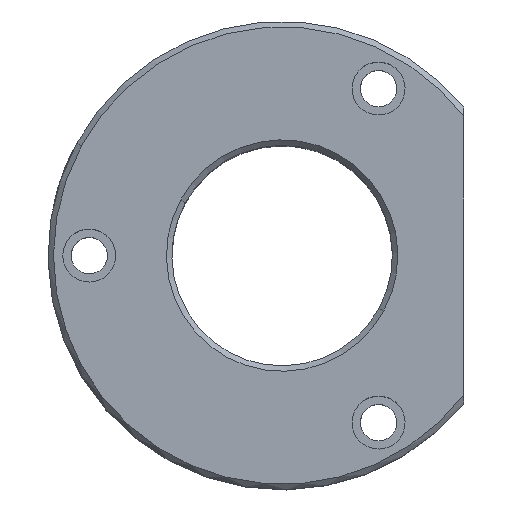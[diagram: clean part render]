
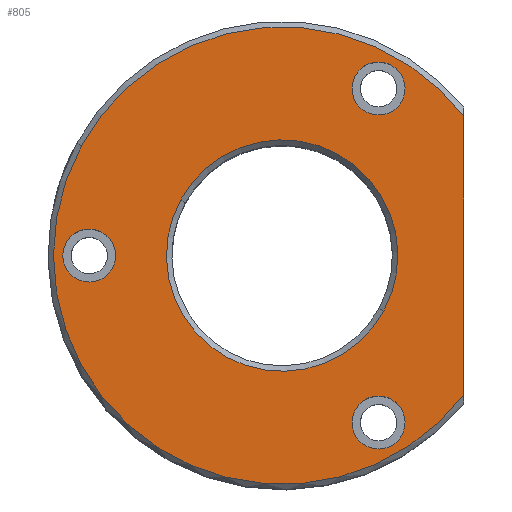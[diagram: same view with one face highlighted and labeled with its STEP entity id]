
A CAD part, top view. The second image highlights one B-rep face of the part: STEP entity #805.
In plain terms, the highlighted planar face has unit normal (0, 0, 1).
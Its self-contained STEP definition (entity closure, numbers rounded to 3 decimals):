
#663=CARTESIAN_POINT('Vertex',(-36.42,19.896,30.)) ;
#666=CARTESIAN_POINT('Axis2P3D Location',(0.,0.,30.)) ;
#670=CARTESIAN_POINT('Vertex',(33.,25.164,30.)) ;
#691=CARTESIAN_POINT('Axis2P3D Location',(0.,0.,30.)) ;
#695=CARTESIAN_POINT('Vertex',(33.,-25.164,30.)) ;
#718=CARTESIAN_POINT('Axis2P3D Location',(-20.,0.,30.)) ;
#723=CARTESIAN_POINT('Line Origine',(33.,0.,30.)) ;
#733=CARTESIAN_POINT('Axis2P3D Location',(17.5,30.311,30.)) ;
#737=CARTESIAN_POINT('Vertex',(13.288,32.612,30.)) ;
#739=CARTESIAN_POINT('Vertex',(21.712,28.01,30.)) ;
#742=CARTESIAN_POINT('Axis2P3D Location',(17.5,30.311,30.)) ;
#751=CARTESIAN_POINT('Axis2P3D Location',(0.,0.,30.)) ;
#755=CARTESIAN_POINT('Vertex',(-18.429,10.068,30.)) ;
#757=CARTESIAN_POINT('Vertex',(18.429,-10.068,30.)) ;
#760=CARTESIAN_POINT('Axis2P3D Location',(0.,0.,30.)) ;
#769=CARTESIAN_POINT('Axis2P3D Location',(17.5,-30.311,30.)) ;
#773=CARTESIAN_POINT('Vertex',(13.288,-28.01,30.)) ;
#775=CARTESIAN_POINT('Vertex',(21.712,-32.612,30.)) ;
#778=CARTESIAN_POINT('Axis2P3D Location',(17.5,-30.311,30.)) ;
#787=CARTESIAN_POINT('Axis2P3D Location',(-35.,0.,30.)) ;
#791=CARTESIAN_POINT('Vertex',(-39.212,2.301,30.)) ;
#793=CARTESIAN_POINT('Vertex',(-30.788,-2.301,30.)) ;
#796=CARTESIAN_POINT('Axis2P3D Location',(-35.,0.,30.)) ;
#667=DIRECTION('Axis2P3D Direction',(0.,0.,-1.)) ;
#692=DIRECTION('Axis2P3D Direction',(0.,0.,-1.)) ;
#719=DIRECTION('Axis2P3D Direction',(0.,0.,-1.)) ;
#720=DIRECTION('Axis2P3D XDirection',(1.,0.,0.)) ;
#724=DIRECTION('Vector Direction',(0.,1.,0.)) ;
#734=DIRECTION('Axis2P3D Direction',(0.,0.,-1.)) ;
#743=DIRECTION('Axis2P3D Direction',(0.,0.,-1.)) ;
#752=DIRECTION('Axis2P3D Direction',(0.,0.,-1.)) ;
#761=DIRECTION('Axis2P3D Direction',(0.,0.,-1.)) ;
#770=DIRECTION('Axis2P3D Direction',(0.,0.,-1.)) ;
#779=DIRECTION('Axis2P3D Direction',(0.,0.,-1.)) ;
#788=DIRECTION('Axis2P3D Direction',(0.,0.,-1.)) ;
#797=DIRECTION('Axis2P3D Direction',(0.,0.,-1.)) ;
#668=AXIS2_PLACEMENT_3D('Circle Axis2P3D',#666,#667,$) ;
#693=AXIS2_PLACEMENT_3D('Circle Axis2P3D',#691,#692,$) ;
#721=AXIS2_PLACEMENT_3D('Plane Axis2P3D',#718,#719,#720) ;
#735=AXIS2_PLACEMENT_3D('Circle Axis2P3D',#733,#734,$) ;
#744=AXIS2_PLACEMENT_3D('Circle Axis2P3D',#742,#743,$) ;
#753=AXIS2_PLACEMENT_3D('Circle Axis2P3D',#751,#752,$) ;
#762=AXIS2_PLACEMENT_3D('Circle Axis2P3D',#760,#761,$) ;
#771=AXIS2_PLACEMENT_3D('Circle Axis2P3D',#769,#770,$) ;
#780=AXIS2_PLACEMENT_3D('Circle Axis2P3D',#778,#779,$) ;
#789=AXIS2_PLACEMENT_3D('Circle Axis2P3D',#787,#788,$) ;
#798=AXIS2_PLACEMENT_3D('Circle Axis2P3D',#796,#797,$) ;
#729=ORIENTED_EDGE('',*,*,#727,.T.) ;
#730=ORIENTED_EDGE('',*,*,#672,.F.) ;
#731=ORIENTED_EDGE('',*,*,#697,.F.) ;
#748=ORIENTED_EDGE('',*,*,#741,.T.) ;
#749=ORIENTED_EDGE('',*,*,#746,.T.) ;
#766=ORIENTED_EDGE('',*,*,#759,.T.) ;
#767=ORIENTED_EDGE('',*,*,#764,.T.) ;
#784=ORIENTED_EDGE('',*,*,#777,.T.) ;
#785=ORIENTED_EDGE('',*,*,#782,.T.) ;
#802=ORIENTED_EDGE('',*,*,#795,.T.) ;
#803=ORIENTED_EDGE('',*,*,#800,.T.) ;
#750=FACE_BOUND('',#747,.T.) ;
#768=FACE_BOUND('',#765,.T.) ;
#786=FACE_BOUND('',#783,.T.) ;
#804=FACE_BOUND('',#801,.T.) ;
#725=VECTOR('Line Direction',#724,1.) ;
#805=ADVANCED_FACE('PartBody',(#732,#750,#768,#786,#804),#722,.F.) ;
#669=CIRCLE('generated circle',#668,41.5) ;
#694=CIRCLE('generated circle',#693,41.5) ;
#736=CIRCLE('generated circle',#735,4.8) ;
#745=CIRCLE('generated circle',#744,4.8) ;
#754=CIRCLE('generated circle',#753,21.) ;
#763=CIRCLE('generated circle',#762,21.) ;
#772=CIRCLE('generated circle',#771,4.8) ;
#781=CIRCLE('generated circle',#780,4.8) ;
#790=CIRCLE('generated circle',#789,4.8) ;
#799=CIRCLE('generated circle',#798,4.8) ;
#672=EDGE_CURVE('',#664,#671,#669,.T.) ;
#697=EDGE_CURVE('',#696,#664,#694,.T.) ;
#727=EDGE_CURVE('',#696,#671,#726,.T.) ;
#741=EDGE_CURVE('',#738,#740,#736,.T.) ;
#746=EDGE_CURVE('',#740,#738,#745,.T.) ;
#759=EDGE_CURVE('',#756,#758,#754,.T.) ;
#764=EDGE_CURVE('',#758,#756,#763,.T.) ;
#777=EDGE_CURVE('',#774,#776,#772,.T.) ;
#782=EDGE_CURVE('',#776,#774,#781,.T.) ;
#795=EDGE_CURVE('',#792,#794,#790,.T.) ;
#800=EDGE_CURVE('',#794,#792,#799,.T.) ;
#728=EDGE_LOOP('',(#729,#730,#731)) ;
#747=EDGE_LOOP('',(#748,#749)) ;
#765=EDGE_LOOP('',(#766,#767)) ;
#783=EDGE_LOOP('',(#784,#785)) ;
#801=EDGE_LOOP('',(#802,#803)) ;
#732=FACE_OUTER_BOUND('',#728,.T.) ;
#726=LINE('Line',#723,#725) ;
#722=PLANE('Plane',#721) ;
#664=VERTEX_POINT('',#663) ;
#671=VERTEX_POINT('',#670) ;
#696=VERTEX_POINT('',#695) ;
#738=VERTEX_POINT('',#737) ;
#740=VERTEX_POINT('',#739) ;
#756=VERTEX_POINT('',#755) ;
#758=VERTEX_POINT('',#757) ;
#774=VERTEX_POINT('',#773) ;
#776=VERTEX_POINT('',#775) ;
#792=VERTEX_POINT('',#791) ;
#794=VERTEX_POINT('',#793) ;
